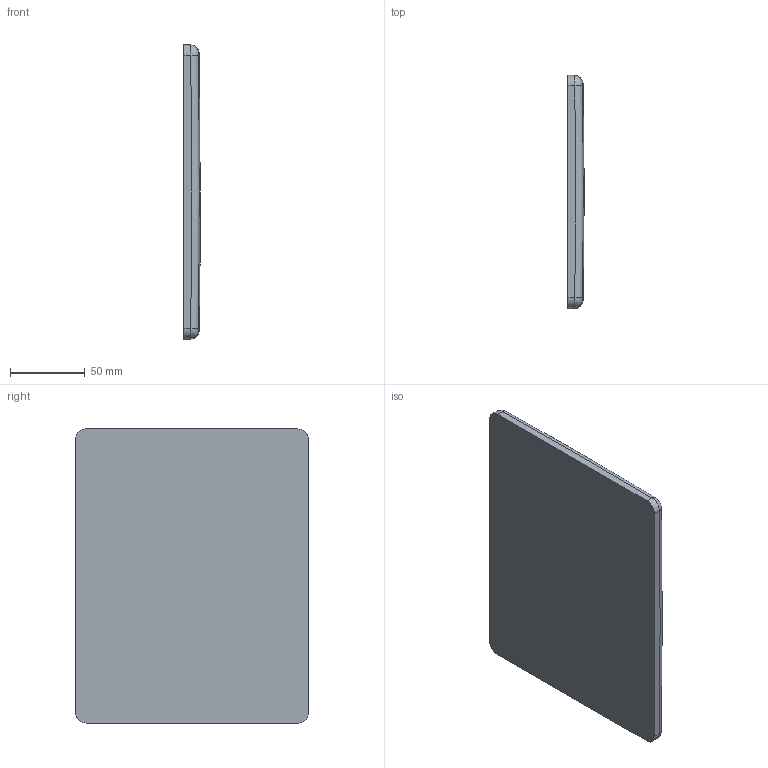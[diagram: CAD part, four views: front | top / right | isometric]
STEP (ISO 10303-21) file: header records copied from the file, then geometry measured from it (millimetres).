
FILE_DESCRIPTION(/* description */ ('Unknown'),/* implementation_level */ '2;1');
FILE_NAME(/* name */ '38393SD1',/* time_stamp */ '2022-09-08T17:51:15+02:00',/* author */ ('Unknown'),/* organization */ ('GROHE AG'),/* preprocessor_version */ 'ST-DEVELOPER v16.7',/* originating_system */ 'DEX',/* authorisation */ $);
FILE_SCHEMA (('AUTOMOTIVE_DESIGN {1 0 10303 214 3 1 1}'));
Length unit declared in the file: millimetre
Products named in the file (2): 38393SD1; id11
Assembly tree (1 placements, depth 2):
  38393SD1
    id11
Bounding box: 11.01 x 155.6 x 196.6 mm (x, y, z)
Surface area: 67337.9 mm2 (no closed solid volume)
Topology: 0 solids, 2 shells, 33 faces, 86 edges, 54 vertices
Faces by surface type: plane 10, cylinder 9, bspline 9, torus 2, sphere 2, cone 1
Entity records: 1191 total; most frequent: CARTESIAN_POINT 408, ORIENTED_EDGE 148, DIRECTION 144, EDGE_CURVE 82, AXIS2_PLACEMENT_3D 56, VERTEX_POINT 52, EDGE_LOOP 35, FACE_BOUND 35
